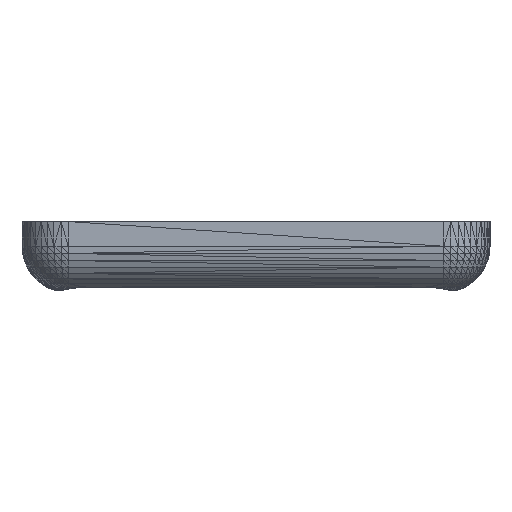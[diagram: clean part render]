
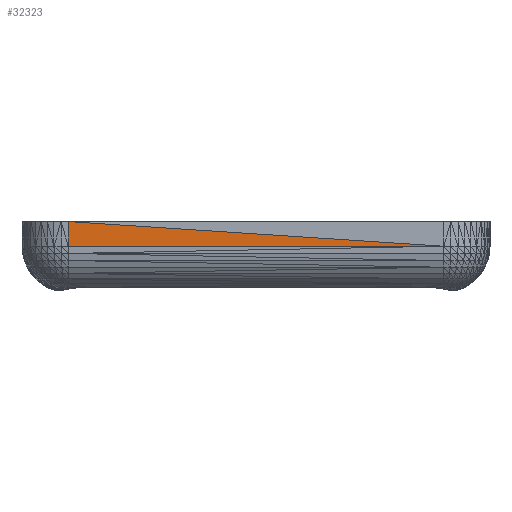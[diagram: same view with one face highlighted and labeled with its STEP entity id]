
A CAD part, left-side view. The second image highlights one B-rep face of the part: STEP entity #32323.
In plain terms, the highlighted planar face has unit normal (-1, 0, 0).
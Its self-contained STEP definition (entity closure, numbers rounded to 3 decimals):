
#1887=FACE_OUTER_BOUND('',#4656,.T.);
#4656=EDGE_LOOP('',(#24975,#24976,#24977));
#8364=LINE('',#51301,#12516);
#8379=LINE('',#51331,#12531);
#8380=LINE('',#51333,#12532);
#12516=VECTOR('',#42530,10.);
#12531=VECTOR('',#42563,10.);
#12532=VECTOR('',#42566,10.);
#14756=VERTEX_POINT('',#51047);
#14797=VERTEX_POINT('',#51291);
#14805=VERTEX_POINT('',#51329);
#18037=EDGE_CURVE('',#14756,#14797,#8364,.T.);
#18052=EDGE_CURVE('',#14756,#14805,#8379,.T.);
#18053=EDGE_CURVE('',#14805,#14797,#8380,.T.);
#24975=ORIENTED_EDGE('',*,*,#18052,.F.);
#24976=ORIENTED_EDGE('',*,*,#18037,.T.);
#24977=ORIENTED_EDGE('',*,*,#18053,.F.);
#29554=PLANE('',#35110);
#32323=ADVANCED_FACE('',(#1887),#29554,.T.);
#35110=AXIS2_PLACEMENT_3D('',#51332,#42564,#42565);
#42530=DIRECTION('',(0.,0.998,0.065));
#42563=DIRECTION('',(0.,1.,0.));
#42564=DIRECTION('center_axis',(-1.,0.,0.));
#42565=DIRECTION('ref_axis',(0.,0.,1.));
#42566=DIRECTION('',(0.,0.,1.));
#51047=CARTESIAN_POINT('',(-502.92,62.16,62.17));
#51291=CARTESIAN_POINT('',(-502.92,566.5,95.25));
#51301=CARTESIAN_POINT('',(-502.92,62.16,62.17));
#51329=CARTESIAN_POINT('',(-502.92,566.5,62.17));
#51331=CARTESIAN_POINT('',(-502.92,62.16,62.17));
#51332=CARTESIAN_POINT('Origin',(-502.92,566.5,95.25));
#51333=CARTESIAN_POINT('',(-502.92,566.5,62.17));
